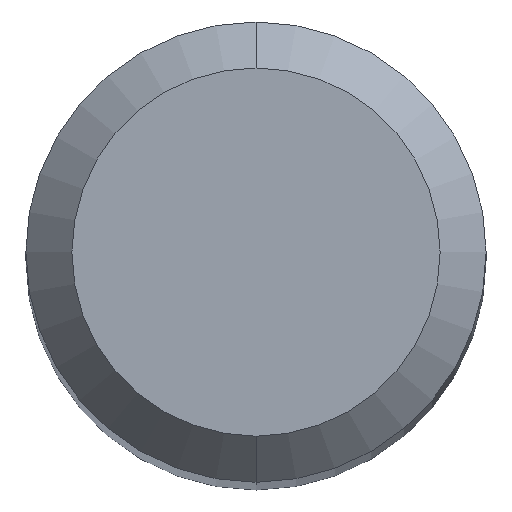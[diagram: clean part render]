
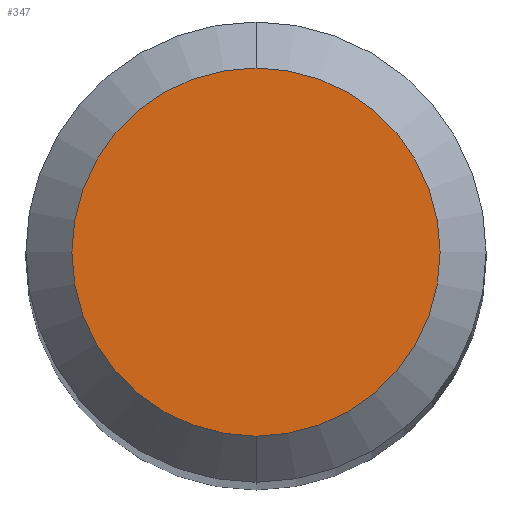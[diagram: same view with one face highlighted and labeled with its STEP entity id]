
A CAD part, top view. The second image highlights one B-rep face of the part: STEP entity #347.
In plain terms, the highlighted planar face has unit normal (0, 0, 1).
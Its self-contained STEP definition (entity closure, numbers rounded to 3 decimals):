
#347=ADVANCED_FACE('',(#922),#923,.T.);
#421=VERTEX_POINT('',#1002);
#479=EDGE_CURVE('',#519,#421,#1069,.T.);
#519=VERTEX_POINT('',#1113);
#839=EDGE_CURVE('',#421,#519,#1458,.T.);
#922=FACE_OUTER_BOUND('',#1597,.T.);
#923=PLANE('',#1598);
#1002=CARTESIAN_POINT('',(0.0,1.2,0.0));
#1069=CIRCLE('',#2741,1.2);
#1113=CARTESIAN_POINT('',(0.,-1.2,0.0));
#1458=CIRCLE('',#4376,1.2);
#1597=EDGE_LOOP('',(#4848,#4849));
#1598=AXIS2_PLACEMENT_3D('',#4850,#4851,#4852);
#2741=AXIS2_PLACEMENT_3D('',#5012,#5013,#5014);
#4376=AXIS2_PLACEMENT_3D('',#5381,#5382,#5383);
#4848=ORIENTED_EDGE('',*,*,#839,.F.);
#4849=ORIENTED_EDGE('',*,*,#479,.F.);
#4850=CARTESIAN_POINT('',(0.0,0.6,0.0));
#4851=DIRECTION('',(-0.0,0.0,1.0));
#4852=DIRECTION('',(0.0,-1.0,0.0));
#5012=CARTESIAN_POINT('',(0.0,0.0,0.0));
#5013=DIRECTION('',(0.0,0.0,-1.0));
#5014=DIRECTION('',(0.0,1.0,0.0));
#5381=CARTESIAN_POINT('',(0.0,0.0,0.0));
#5382=DIRECTION('',(0.0,0.0,-1.0));
#5383=DIRECTION('',(0.0,1.0,0.0));
